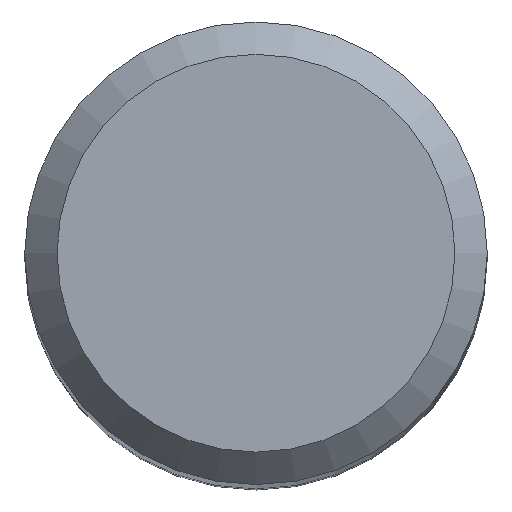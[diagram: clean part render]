
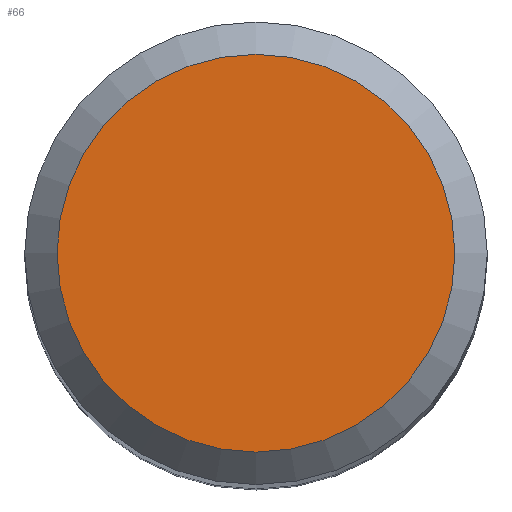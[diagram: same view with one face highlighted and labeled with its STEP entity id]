
A CAD part, top view. The second image highlights one B-rep face of the part: STEP entity #66.
In plain terms, the highlighted planar face has unit normal (0, 0, 1).
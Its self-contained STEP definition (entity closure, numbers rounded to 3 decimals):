
#52=PLANE('',#153);
#66=ADVANCED_FACE('',(#72),#52,.T.);
#72=FACE_OUTER_BOUND('',#80,.T.);
#80=EDGE_LOOP('',(#90));
#90=ORIENTED_EDGE('',*,*,#101,.F.);
#96=VERTEX_POINT('',#215);
#101=EDGE_CURVE('',#96,#96,#106,.T.);
#106=CIRCLE('',#150,4.3);
#150=AXIS2_PLACEMENT_3D('',#214,#175,#176);
#153=AXIS2_PLACEMENT_3D('',#219,#181,#182);
#175=DIRECTION('',(0.,0.,-1.));
#176=DIRECTION('',(-1.,0.,0.));
#181=DIRECTION('',(0.,0.,1.));
#182=DIRECTION('',(1.,0.,0.));
#214=CARTESIAN_POINT('',(0.,0.,0.));
#215=CARTESIAN_POINT('',(-4.3,0.,0.));
#219=CARTESIAN_POINT('',(4.3,0.,0.));
